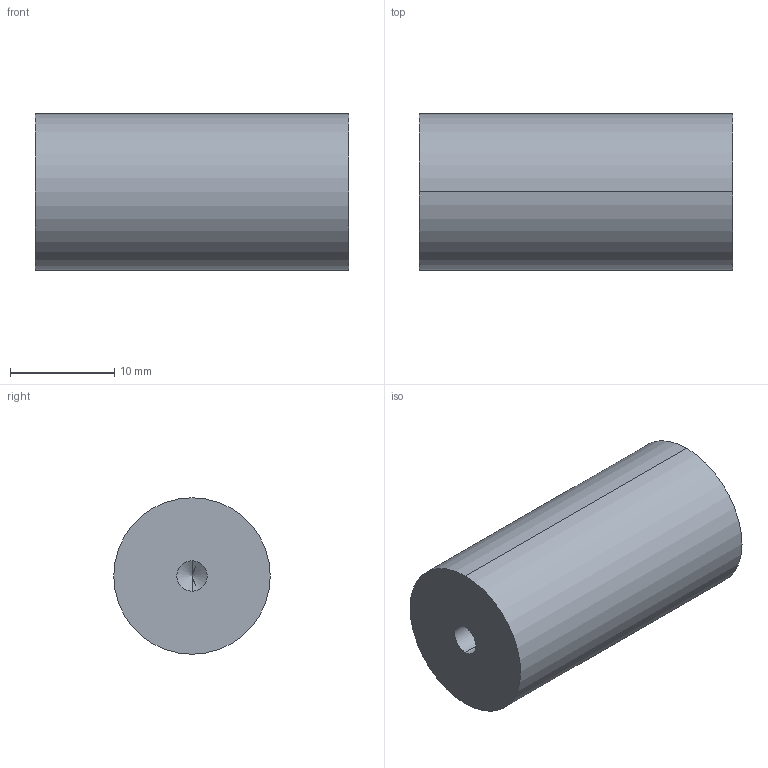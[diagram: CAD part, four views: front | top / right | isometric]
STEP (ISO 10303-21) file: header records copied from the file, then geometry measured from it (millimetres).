
FILE_DESCRIPTION (( 'STEP AP203' ), '1' );
FILE_NAME ('18_2inch_mag_sta_zh.STEP', '2021-11-03T13:09:19', ( '' ), ( '' ), 'SwSTEP 2.0', 'SolidWorks 2020', '' );
FILE_SCHEMA (( 'CONFIG_CONTROL_DESIGN' ));
Length unit declared in the file: millimetre
Products named in the file (1): 18_2inch_mag_sta_zh
Bounding box: 30.01 x 15 x 15 mm (x, y, z)
Volume: 5235.6 mm3; surface area: 1859.9 mm2
Topology: 1 solids, 1 shells, 8 faces, 16 edges, 9 vertices
Faces by surface type: cylinder 4, cone 2, plane 2
Entity records: 275 total; most frequent: DIRECTION 40, CARTESIAN_POINT 32, ORIENTED_EDGE 28, AXIS2_PLACEMENT_3D 17, EDGE_CURVE 14, EDGE_LOOP 9, VERTEX_POINT 9, CIRCLE 8
